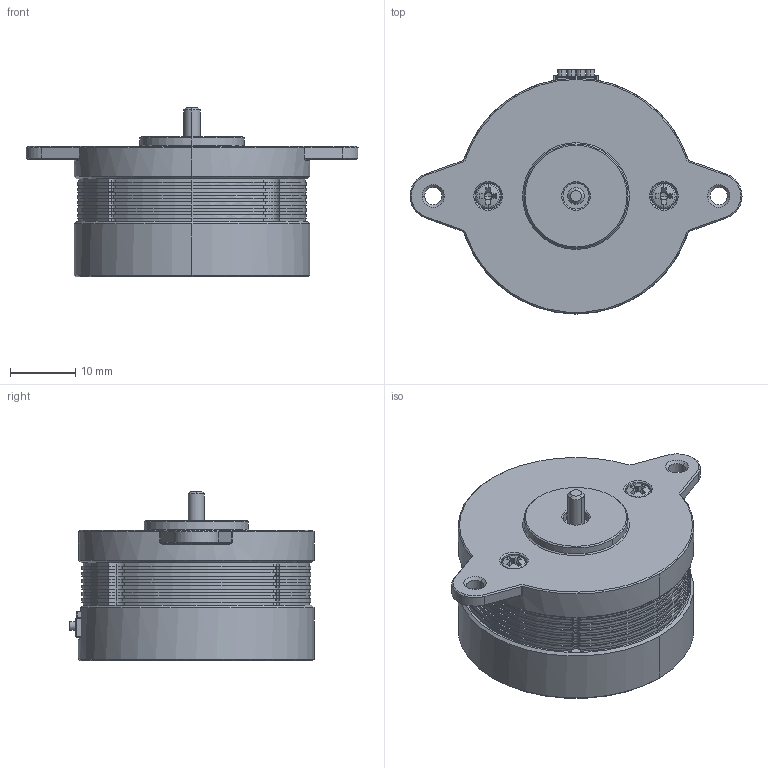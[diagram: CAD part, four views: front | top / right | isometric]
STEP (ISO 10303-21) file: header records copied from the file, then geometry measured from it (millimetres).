
FILE_DESCRIPTION (( 'STEP AP203' ), '1' );
FILE_NAME ('LDO-36STH20.STEP', '2022-02-13T11:22:45', ( '' ), ( '' ), 'SwSTEP 2.0', 'SolidWorks 2020', '' );
FILE_SCHEMA (( 'CONFIG_CONTROL_DESIGN' ));
Length unit declared in the file: millimetre
Products named in the file (1): LDO-36STH20
Bounding box: 51 x 37.5 x 26 mm (x, y, z)
Volume: 20520.5 mm3; surface area: 6110.3 mm2
Topology: 9 solids, 9 shells, 543 faces, 1360 edges, 847 vertices
Faces by surface type: cylinder 239, plane 204, cone 84, bspline 16
Entity records: 16722 total; most frequent: CARTESIAN_POINT 3308, DIRECTION 3030, ORIENTED_EDGE 2712, EDGE_CURVE 1356, AXIS2_PLACEMENT_3D 1215, VERTEX_POINT 847, CIRCLE 687, VECTOR 600
